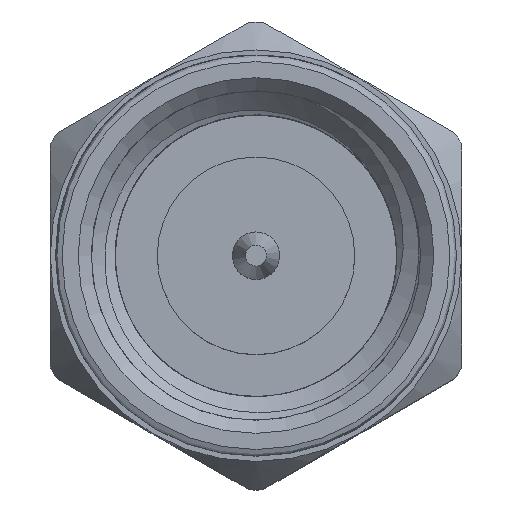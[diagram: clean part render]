
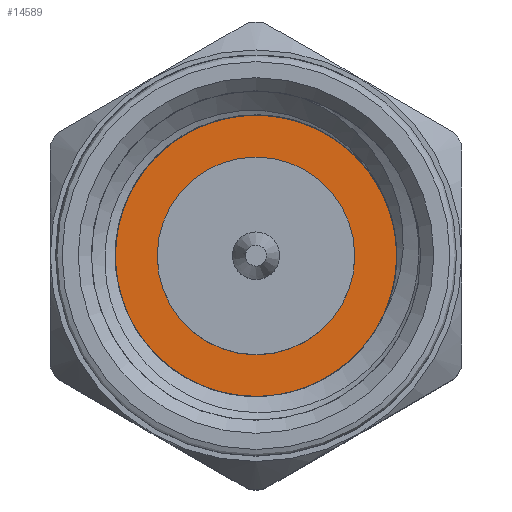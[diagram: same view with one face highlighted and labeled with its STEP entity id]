
A CAD part, top view. The second image highlights one B-rep face of the part: STEP entity #14589.
In plain terms, the highlighted face is planar.
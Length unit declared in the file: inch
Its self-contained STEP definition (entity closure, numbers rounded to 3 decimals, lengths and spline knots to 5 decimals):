
#1 = B_SPLINE_CURVE_WITH_KNOTS ( 'NONE', 3,
 ( #18564, #18263, #2210, #16808, #7326, #7015, #13385, #13792, #16605, #5743, #12026, #10653, #19729, #5847, #7222, #8784, #16703, #8892, #20126, #4277, #2519, #5437, #8686, #15250, #2415, #3875 ),
 .UNSPECIFIED., .F., .F.,
 ( 4, 2, 2, 2, 2, 2, 2, 2, 2, 2, 2, 2, 4 ),
 ( 0., 0.00087, 0.00173, 0.00217, 0.0026, 0.00304, 0.00347, 0.0039, 0.00434, 0.0052, 0.00564, 0.00607, 0.00694 ),
 .UNSPECIFIED. ) ;
#425 = EDGE_CURVE ( 'NONE', #11163, #562, #1, .T. ) ;
#552 = B_SPLINE_CURVE_WITH_KNOTS ( 'NONE', 3,
 ( #20541, #17100, #10966, #6375, #17313, #19086, #6267, #9205, #1251, #17414, #12641, #12427, #7629, #4695, #13993, #3130, #9513, #15865, #6057, #1559, #11180, #9615, #15970, #1661 ),
 .UNSPECIFIED., .F., .F.,
 ( 4, 2, 2, 2, 2, 2, 2, 2, 2, 2, 2, 4 ),
 ( 0., 0.00087, 0.0013, 0.00173, 0.0026, 0.00347, 0.0039, 0.00434, 0.00477, 0.0052, 0.00607, 0.00694 ),
 .UNSPECIFIED. ) ;
#562 = VERTEX_POINT ( 'NONE', #14291 ) ;
#700 = VERTEX_POINT ( 'NONE', #11486 ) ;
#1015 = CARTESIAN_POINT ( 'NONE',  ( -0.65, 0.02422, -0.1051 ) ) ;
#1251 = CARTESIAN_POINT ( 'NONE',  ( -0.65, 0.08443, 0.08486 ) ) ;
#1293 = ORIENTED_EDGE ( 'NONE', *, *, #8776, .T. ) ;
#1437 = CARTESIAN_POINT ( 'NONE',  ( -0.65, 0., 0.075 ) ) ;
#1559 = CARTESIAN_POINT ( 'NONE',  ( -0.65, 0.10637, -0.03314 ) ) ;
#1661 = CARTESIAN_POINT ( 'NONE',  ( -0.65, 0.07255, -0.07859 ) ) ;
#1746 = CARTESIAN_POINT ( 'NONE',  ( -0.65, 0., 0. ) ) ;
#1955 = DIRECTION ( 'NONE',  ( -1., 0., 0. ) ) ;
#1982 = PLANE ( 'NONE',  #11808 ) ;
#2017 = AXIS2_PLACEMENT_3D ( 'NONE', #10766, #11754, #18100 ) ;
#2210 = CARTESIAN_POINT ( 'NONE',  ( -0.65, -0.02651, -0.10585 ) ) ;
#2415 = CARTESIAN_POINT ( 'NONE',  ( -0.65, -0.09276, 0.08351 ) ) ;
#2442 = EDGE_LOOP ( 'NONE', ( #18144, #1293, #4210, #4037 ) ) ;
#2519 = CARTESIAN_POINT ( 'NONE',  ( -0.65, -0.11386, 0.04303 ) ) ;
#2586 = CARTESIAN_POINT ( 'NONE',  ( -0.65, 0.07255, -0.07859 ) ) ;
#3130 = CARTESIAN_POINT ( 'NONE',  ( -0.65, 0.11362, 0.00615 ) ) ;
#3518 = EDGE_CURVE ( 'NONE', #700, #11163, #8710, .T. ) ;
#3624 = DIRECTION ( 'NONE',  ( 0., 0., 1. ) ) ;
#3875 = CARTESIAN_POINT ( 'NONE',  ( -0.65, -0.08478, 0.09185 ) ) ;
#3946 = CARTESIAN_POINT ( 'NONE',  ( -0.65, -0.00367, -0.10689 ) ) ;
#4037 = ORIENTED_EDGE ( 'NONE', *, *, #425, .T. ) ;
#4210 = ORIENTED_EDGE ( 'NONE', *, *, #3518, .T. ) ;
#4277 = CARTESIAN_POINT ( 'NONE',  ( -0.65, -0.11541, 0.03754 ) ) ;
#4695 = CARTESIAN_POINT ( 'NONE',  ( -0.65, 0.11259, 0.02336 ) ) ;
#4799 = CARTESIAN_POINT ( 'NONE',  ( -0.65, 0., 0. ) ) ;
#5107 = FACE_OUTER_BOUND ( 'NONE', #2442, .T. ) ;
#5437 = CARTESIAN_POINT ( 'NONE',  ( -0.65, -0.10995, 0.0538 ) ) ;
#5743 = CARTESIAN_POINT ( 'NONE',  ( -0.65, -0.09725, -0.06071 ) ) ;
#5847 = CARTESIAN_POINT ( 'NONE',  ( -0.65, -0.11284, -0.03019 ) ) ;
#6057 = CARTESIAN_POINT ( 'NONE',  ( -0.65, 0.11095, -0.01653 ) ) ;
#6267 = CARTESIAN_POINT ( 'NONE',  ( -0.65, 0.06277, 0.10368 ) ) ;
#6375 = CARTESIAN_POINT ( 'NONE',  ( -0.65, 0.04286, 0.11497 ) ) ;
#6920 = EDGE_CURVE ( 'NONE', #562, #9982, #17267, .T. ) ;
#7015 = CARTESIAN_POINT ( 'NONE',  ( -0.65, -0.07332, -0.08515 ) ) ;
#7222 = CARTESIAN_POINT ( 'NONE',  ( -0.65, -0.11457, -0.02465 ) ) ;
#7326 = CARTESIAN_POINT ( 'NONE',  ( -0.65, -0.05903, -0.0947 ) ) ;
#7614 = AXIS2_PLACEMENT_3D ( 'NONE', #1746, #1955, #3624 ) ;
#7629 = CARTESIAN_POINT ( 'NONE',  ( -0.65, 0.11047, 0.03457 ) ) ;
#8350 = DIRECTION ( 'NONE',  ( -1., 0., 0. ) ) ;
#8686 = CARTESIAN_POINT ( 'NONE',  ( -0.65, -0.10758, 0.05909 ) ) ;
#8710 = B_SPLINE_CURVE_WITH_KNOTS ( 'NONE', 3,
 ( #2586, #16874, #8957, #1015, #18232, #3946 ),
 .UNSPECIFIED., .F., .F.,
 ( 4, 2, 4 ),
 ( 0., 0.00106, 0.00212 ),
 .UNSPECIFIED. ) ;
#8776 = EDGE_CURVE ( 'NONE', #9982, #700, #552, .T. ) ;
#8784 = CARTESIAN_POINT ( 'NONE',  ( -0.65, -0.11719, -0.01349 ) ) ;
#8892 = CARTESIAN_POINT ( 'NONE',  ( -0.65, -0.11955, 0.00915 ) ) ;
#8957 = CARTESIAN_POINT ( 'NONE',  ( -0.65, 0.05025, -0.09543 ) ) ;
#9205 = CARTESIAN_POINT ( 'NONE',  ( -0.65, 0.0763, 0.09323 ) ) ;
#9336 = CIRCLE ( 'NONE', #2017, 0.075 ) ;
#9513 = CARTESIAN_POINT ( 'NONE',  ( -0.65, 0.11339, 0.00046 ) ) ;
#9615 = CARTESIAN_POINT ( 'NONE',  ( -0.65, 0.08921, -0.06294 ) ) ;
#9982 = VERTEX_POINT ( 'NONE', #12749 ) ;
#10653 = CARTESIAN_POINT ( 'NONE',  ( -0.65, -0.10618, -0.04595 ) ) ;
#10766 = CARTESIAN_POINT ( 'NONE',  ( -0.65, 0., 0. ) ) ;
#10966 = CARTESIAN_POINT ( 'NONE',  ( -0.65, 0.02686, 0.12125 ) ) ;
#11163 = VERTEX_POINT ( 'NONE', #16878 ) ;
#11180 = CARTESIAN_POINT ( 'NONE',  ( -0.65, 0.10172, -0.04354 ) ) ;
#11486 = CARTESIAN_POINT ( 'NONE',  ( -0.65, 0.07255, -0.07859 ) ) ;
#11490 = FACE_BOUND ( 'NONE', #19267, .T. ) ;
#11677 = ORIENTED_EDGE ( 'NONE', *, *, #20443, .F. ) ;
#11754 = DIRECTION ( 'NONE',  ( -1., 0., 0. ) ) ;
#11808 = AXIS2_PLACEMENT_3D ( 'NONE', #4799, #8350, #12744 ) ;
#12026 = CARTESIAN_POINT ( 'NONE',  ( -0.65, -0.10049, -0.05589 ) ) ;
#12427 = CARTESIAN_POINT ( 'NONE',  ( -0.65, 0.10899, 0.04006 ) ) ;
#12641 = CARTESIAN_POINT ( 'NONE',  ( -0.65, 0.10334, 0.05615 ) ) ;
#12744 = DIRECTION ( 'NONE',  ( 0., 0., 1. ) ) ;
#12749 = CARTESIAN_POINT ( 'NONE',  ( -0.65, 0.00429, 0.12493 ) ) ;
#13385 = CARTESIAN_POINT ( 'NONE',  ( -0.65, -0.07788, -0.08156 ) ) ;
#13792 = CARTESIAN_POINT ( 'NONE',  ( -0.65, -0.08627, -0.07382 ) ) ;
#13993 = CARTESIAN_POINT ( 'NONE',  ( -0.65, 0.11323, 0.01758 ) ) ;
#14291 = CARTESIAN_POINT ( 'NONE',  ( -0.65, -0.08478, 0.09185 ) ) ;
#14488 = VERTEX_POINT ( 'NONE', #1437 ) ;
#14589 = ADVANCED_FACE ( 'NONE', ( #5107, #11490 ), #1982, .T. ) ;
#15250 = CARTESIAN_POINT ( 'NONE',  ( -0.65, -0.09949, 0.0742 ) ) ;
#15865 = CARTESIAN_POINT ( 'NONE',  ( -0.65, 0.11206, -0.01086 ) ) ;
#15970 = CARTESIAN_POINT ( 'NONE',  ( -0.65, 0.08158, -0.0714 ) ) ;
#16605 = CARTESIAN_POINT ( 'NONE',  ( -0.65, -0.09014, -0.06965 ) ) ;
#16703 = CARTESIAN_POINT ( 'NONE',  ( -0.65, -0.11809, -0.00786 ) ) ;
#16808 = CARTESIAN_POINT ( 'NONE',  ( -0.65, -0.04862, -0.09953 ) ) ;
#16874 = CARTESIAN_POINT ( 'NONE',  ( -0.65, 0.06232, -0.08803 ) ) ;
#16878 = CARTESIAN_POINT ( 'NONE',  ( -0.65, -0.00367, -0.10689 ) ) ;
#17100 = CARTESIAN_POINT ( 'NONE',  ( -0.65, 0.01579, 0.12388 ) ) ;
#17267 = CIRCLE ( 'NONE', #7614, 0.125 ) ;
#17313 = CARTESIAN_POINT ( 'NONE',  ( -0.65, 0.0481, 0.11247 ) ) ;
#17414 = CARTESIAN_POINT ( 'NONE',  ( -0.65, 0.09784, 0.06646 ) ) ;
#18100 = DIRECTION ( 'NONE',  ( 0., 0., 1. ) ) ;
#18144 = ORIENTED_EDGE ( 'NONE', *, *, #6920, .T. ) ;
#18232 = CARTESIAN_POINT ( 'NONE',  ( -0.65, 0.01024, -0.10737 ) ) ;
#18263 = CARTESIAN_POINT ( 'NONE',  ( -0.65, -0.01521, -0.10726 ) ) ;
#18564 = CARTESIAN_POINT ( 'NONE',  ( -0.65, -0.00367, -0.10689 ) ) ;
#19086 = CARTESIAN_POINT ( 'NONE',  ( -0.65, 0.05803, 0.10683 ) ) ;
#19267 = EDGE_LOOP ( 'NONE', ( #11677 ) ) ;
#19729 = CARTESIAN_POINT ( 'NONE',  ( -0.65, -0.10865, -0.04081 ) ) ;
#20126 = CARTESIAN_POINT ( 'NONE',  ( -0.65, -0.11887, 0.02082 ) ) ;
#20443 = EDGE_CURVE ( 'NONE', #14488, #14488, #9336, .T. ) ;
#20541 = CARTESIAN_POINT ( 'NONE',  ( -0.65, 0.00429, 0.12493 ) ) ;
